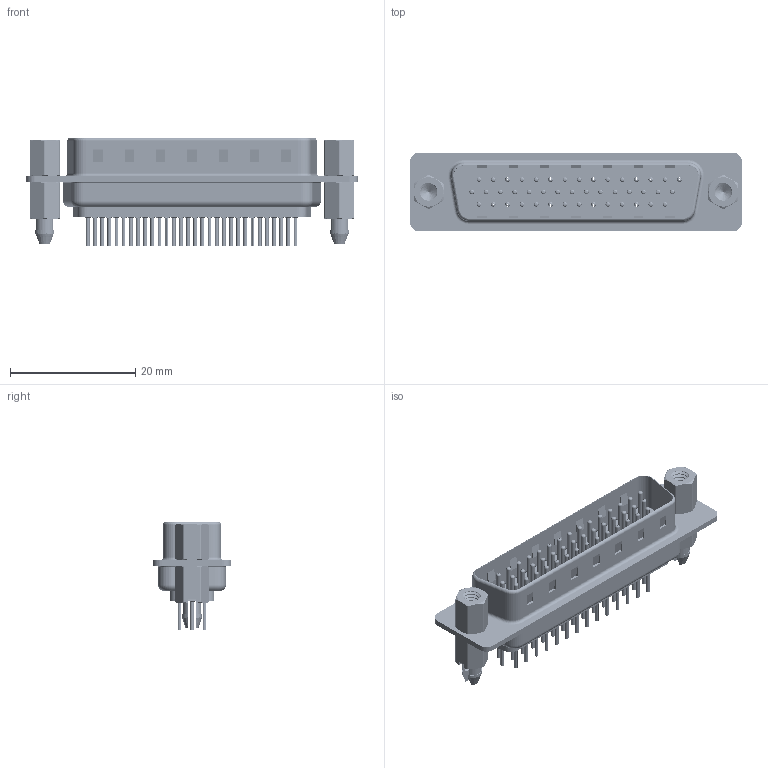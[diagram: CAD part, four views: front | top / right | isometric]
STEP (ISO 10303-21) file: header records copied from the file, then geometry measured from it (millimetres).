
FILE_DESCRIPTION (( 'STEP AP203' ), '1' );
FILE_NAME ('637-044-230-267.STEP', '2020-07-18T01:55:59', ( '' ), ( '' ), 'SwSTEP 2.0', 'SolidWorks 2020', '' );
FILE_SCHEMA (( 'CONFIG_CONTROL_DESIGN' ));
Length unit declared in the file: millimetre
Products named in the file (9): 637 4-40 Threaded Boardlock_LP; 637 Contact Row 3_30; 637-044-230-267; 637 4-40 Hex Standoff; 637 Housing_44 Contacts; 637 Shell Rear_44 Contacts; 637 Contact Row 1_30; 637 Shell Front_44 Contacts; 637 Contact Row 2_30
Assembly tree (51 placements, depth 2):
  637-044-230-267
    637 Housing_44 Contacts
    637 Shell Front_44 Contacts
    637 Shell Rear_44 Contacts
    637 Contact Row 1_30  x15
    637 Contact Row 2_30  x15
    637 Contact Row 3_30  x14
    637 4-40 Hex Standoff  x2
    637 4-40 Threaded Boardlock_LP  x2
Bounding box: 53 x 12.6 x 17.25 mm (x, y, z)
Volume: 2995.1 mm3; surface area: 10807.4 mm2
Topology: 51 solids, 51 shells, 4976 faces, 13197 edges, 8156 vertices
Faces by surface type: cylinder 1869, torus 1326, plane 1281, cone 482, bspline 18
Entity records: 39208 total; most frequent: CARTESIAN_POINT 10646, DIRECTION 5863, ORIENTED_EDGE 5346, EDGE_CURVE 2673, AXIS2_PLACEMENT_3D 2357, VERTEX_POINT 1716, EDGE_LOOP 1299, CIRCLE 1241
